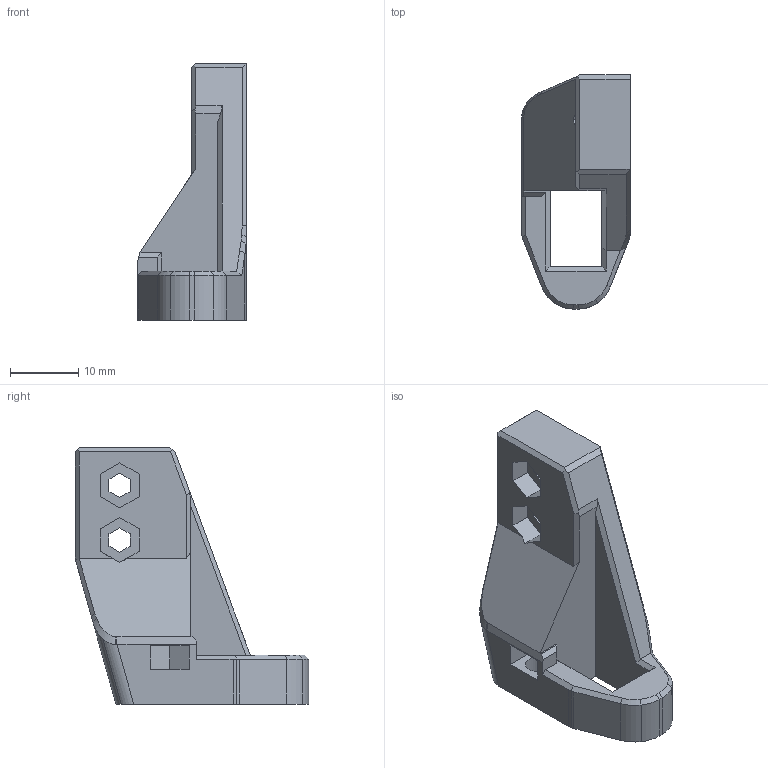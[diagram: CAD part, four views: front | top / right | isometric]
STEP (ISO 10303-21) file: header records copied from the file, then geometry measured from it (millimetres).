
FILE_DESCRIPTION(('STEP AP214'),'1');
FILE_NAME('Euclid_EVA_MountV2b.stp','2021-09-21T16:41:26',(' '),(' '),'Spatial InterOp 3D',' ',' ');
FILE_SCHEMA(('automotive_design'));
Length unit declared in the file: inch
Products named in the file (1): 1
Bounding box: 15.88 x 34.2 x 37.52 mm (x, y, z)
Volume: 6751.6 mm3; surface area: 3656.1 mm2
Topology: 1 solids, 1 shells, 136 faces, 378 edges, 246 vertices
Faces by surface type: plane 102, cylinder 24, bspline 6, cone 4
Entity records: 5546 total; most frequent: CARTESIAN_POINT 929, ORIENTED_EDGE 756, DIRECTION 682, EDGE_CURVE 378, LINE 304, VECTOR 304, VERTEX_POINT 246, AXIS2_PLACEMENT_3D 189
